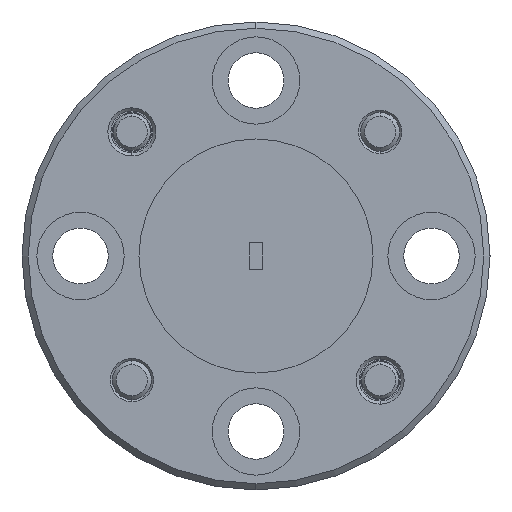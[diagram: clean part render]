
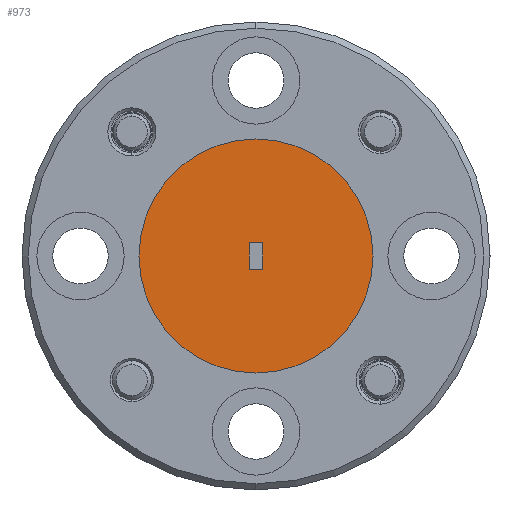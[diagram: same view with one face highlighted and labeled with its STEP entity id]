
A CAD part, left-side view. The second image highlights one B-rep face of the part: STEP entity #973.
In plain terms, the highlighted planar face has unit normal (-1, 0, 0).
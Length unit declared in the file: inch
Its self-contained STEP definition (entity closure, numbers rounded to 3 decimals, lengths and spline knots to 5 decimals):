
#11 = EDGE_CURVE ( 'NONE', #3345, #3538, #3561, .T. ) ;
#19 = ORIENTED_EDGE ( 'NONE', *, *, #4066, .F. ) ;
#27 = LINE ( 'NONE', #332, #1580 ) ;
#31 = CARTESIAN_POINT ( 'NONE',  ( -3.34592, 0.09666, 1.46347 ) ) ;
#40 = CIRCLE ( 'NONE', #1541, 0.1875 ) ;
#105 = AXIS2_PLACEMENT_3D ( 'NONE', #3842, #1240, #2248 ) ;
#137 = LINE ( 'NONE', #2077, #671 ) ;
#229 = CARTESIAN_POINT ( 'NONE',  ( -3.34592, 0.11816, 1.46347 ) ) ;
#280 = ORIENTED_EDGE ( 'NONE', *, *, #1657, .T. ) ;
#332 = CARTESIAN_POINT ( 'NONE',  ( -3.34592, 0.09666, 1.42047 ) ) ;
#454 = DIRECTION ( 'NONE',  ( 0., 0., 1. ) ) ;
#661 = VECTOR ( 'NONE', #1337, 39.37008 ) ;
#671 = VECTOR ( 'NONE', #2434, 39.37008 ) ;
#722 = DIRECTION ( 'NONE',  ( -1., 0., 0. ) ) ;
#729 = EDGE_LOOP ( 'NONE', ( #19, #1026, #2805, #3244 ) ) ;
#946 = EDGE_CURVE ( 'NONE', #3538, #3601, #3778, .T. ) ;
#973 = ADVANCED_FACE ( 'NONE', ( #1278, #2861 ), #2562, .F. ) ;
#1026 = ORIENTED_EDGE ( 'NONE', *, *, #3085, .F. ) ;
#1078 = VERTEX_POINT ( 'NONE', #3880 ) ;
#1193 = CARTESIAN_POINT ( 'NONE',  ( -3.34592, 0.09666, 1.46347 ) ) ;
#1240 = DIRECTION ( 'NONE',  ( 1., 0., 0. ) ) ;
#1278 = FACE_BOUND ( 'NONE', #729, .T. ) ;
#1337 = DIRECTION ( 'NONE',  ( 0., 1., 0. ) ) ;
#1541 = AXIS2_PLACEMENT_3D ( 'NONE', #1776, #3654, #454 ) ;
#1580 = VECTOR ( 'NONE', #3536, 39.37008 ) ;
#1611 = ORIENTED_EDGE ( 'NONE', *, *, #3672, .T. ) ;
#1657 = EDGE_CURVE ( 'NONE', #3804, #2311, #4166, .T. ) ;
#1776 = CARTESIAN_POINT ( 'NONE',  ( -3.34592, 0.10741, 1.44197 ) ) ;
#1822 = CARTESIAN_POINT ( 'NONE',  ( -3.34592, 0.10741, 1.62947 ) ) ;
#2077 = CARTESIAN_POINT ( 'NONE',  ( -3.34592, 0.09666, 1.46347 ) ) ;
#2183 = EDGE_LOOP ( 'NONE', ( #280, #1611 ) ) ;
#2248 = DIRECTION ( 'NONE',  ( 0., 0., -1. ) ) ;
#2311 = VERTEX_POINT ( 'NONE', #2929 ) ;
#2434 = DIRECTION ( 'NONE',  ( 0., 0., 1. ) ) ;
#2562 = PLANE ( 'NONE',  #105 ) ;
#2693 = DIRECTION ( 'NONE',  ( 0., 0., 1. ) ) ;
#2754 = AXIS2_PLACEMENT_3D ( 'NONE', #3605, #722, #2693 ) ;
#2805 = ORIENTED_EDGE ( 'NONE', *, *, #946, .F. ) ;
#2861 = FACE_OUTER_BOUND ( 'NONE', #2183, .T. ) ;
#2929 = CARTESIAN_POINT ( 'NONE',  ( -3.34592, 0.10741, 1.25447 ) ) ;
#3085 = EDGE_CURVE ( 'NONE', #3601, #1078, #27, .T. ) ;
#3244 = ORIENTED_EDGE ( 'NONE', *, *, #11, .F. ) ;
#3345 = VERTEX_POINT ( 'NONE', #1193 ) ;
#3507 = CARTESIAN_POINT ( 'NONE',  ( -3.34592, 0.11816, 1.46347 ) ) ;
#3536 = DIRECTION ( 'NONE',  ( 0., -1., 0. ) ) ;
#3538 = VERTEX_POINT ( 'NONE', #229 ) ;
#3561 = LINE ( 'NONE', #31, #661 ) ;
#3601 = VERTEX_POINT ( 'NONE', #3989 ) ;
#3605 = CARTESIAN_POINT ( 'NONE',  ( -3.34592, 0.10741, 1.44197 ) ) ;
#3654 = DIRECTION ( 'NONE',  ( -1., 0., 0. ) ) ;
#3672 = EDGE_CURVE ( 'NONE', #2311, #3804, #40, .T. ) ;
#3778 = LINE ( 'NONE', #3507, #3951 ) ;
#3799 = DIRECTION ( 'NONE',  ( 0., 0., -1. ) ) ;
#3804 = VERTEX_POINT ( 'NONE', #1822 ) ;
#3842 = CARTESIAN_POINT ( 'NONE',  ( -3.34592, 0.10741, 1.44197 ) ) ;
#3880 = CARTESIAN_POINT ( 'NONE',  ( -3.34592, 0.09666, 1.42047 ) ) ;
#3951 = VECTOR ( 'NONE', #3799, 39.37008 ) ;
#3989 = CARTESIAN_POINT ( 'NONE',  ( -3.34592, 0.11816, 1.42047 ) ) ;
#4066 = EDGE_CURVE ( 'NONE', #1078, #3345, #137, .T. ) ;
#4166 = CIRCLE ( 'NONE', #2754, 0.1875 ) ;
